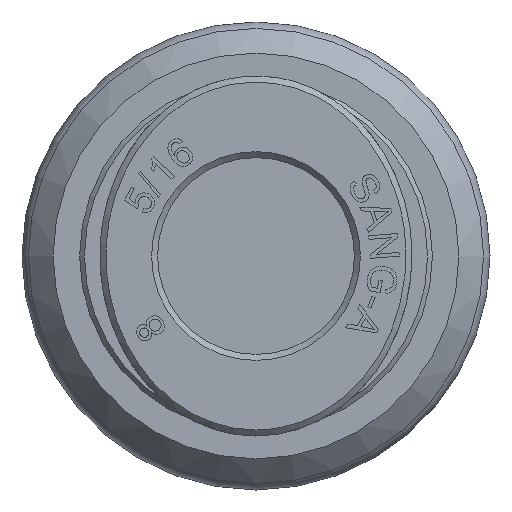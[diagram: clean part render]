
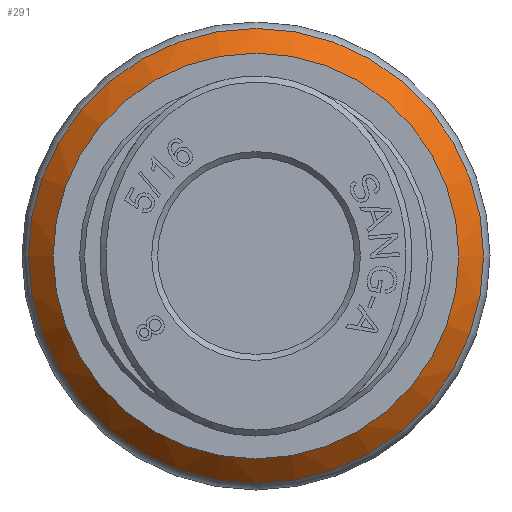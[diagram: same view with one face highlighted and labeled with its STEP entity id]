
A CAD part, left-side view. The second image highlights one B-rep face of the part: STEP entity #291.
In plain terms, the highlighted conical face has half-angle 42.879 degrees and reference radius 8.125 mm.
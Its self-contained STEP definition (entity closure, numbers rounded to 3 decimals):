
#260=CARTESIAN_POINT('',(1.088,6.767,0.));
#261=VERTEX_POINT('',#260);
#262=CARTESIAN_POINT('',(1.088,0.0,0.));
#263=DIRECTION('',(-1.0,0.0,0.0));
#264=DIRECTION('',(0.0,-1.0,0.0));
#265=AXIS2_PLACEMENT_3D('',#262,#263,#264);
#266=CIRCLE('',#265,6.767);
#267=EDGE_CURVE('',#261,#261,#266,.T.);
#272=CARTESIAN_POINT('',(2.55,0.0,0.0));
#273=DIRECTION('',(1.0,0.0,0.0));
#274=DIRECTION('',(0.0,1.0,0.0));
#275=AXIS2_PLACEMENT_3D('',#272,#273,#274);
#276=CONICAL_SURFACE('',#275,8.125,42.879);
#277=CARTESIAN_POINT('',(4.012,9.483,0.0));
#278=VERTEX_POINT('',#277);
#279=CARTESIAN_POINT('',(4.012,0.0,0.));
#280=DIRECTION('',(1.0,0.0,0.0));
#281=DIRECTION('',(0.0,-1.0,0.0));
#282=AXIS2_PLACEMENT_3D('',#279,#280,#281);
#283=CIRCLE('',#282,9.483);
#284=EDGE_CURVE('',#278,#278,#283,.T.);
#285=ORIENTED_EDGE('',*,*,#284,.F.);
#286=EDGE_LOOP('',(#285));
#287=FACE_OUTER_BOUND('',#286,.T.);
#288=ORIENTED_EDGE('',*,*,#267,.F.);
#289=EDGE_LOOP('',(#288));
#290=FACE_BOUND('',#289,.T.);
#291=ADVANCED_FACE('',(#287,#290),#276,.T.);
